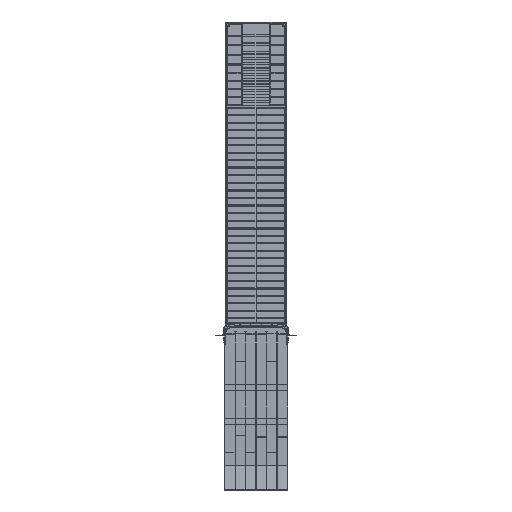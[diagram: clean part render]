
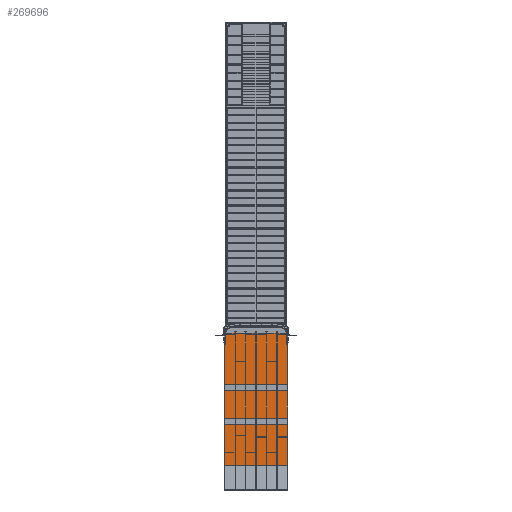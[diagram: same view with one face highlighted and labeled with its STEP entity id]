
A CAD part, front view. The second image highlights one B-rep face of the part: STEP entity #269696.
In plain terms, the highlighted free-form (B-spline) face has degree [1, 1] with [2, 2] control points.
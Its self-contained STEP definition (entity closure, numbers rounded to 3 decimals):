
#269508 = EDGE_CURVE('',#269509,#269511,#269513,.T.);
#269509 = VERTEX_POINT('',#269510);
#269510 = CARTESIAN_POINT('',(-1609.294,-1088.721,
    6962.158));
#269511 = VERTEX_POINT('',#269512);
#269512 = CARTESIAN_POINT('',(-1609.294,-1088.721,
    813.312));
#269513 = B_SPLINE_CURVE_WITH_KNOTS('',1,(#269514,#269515),
  .UNSPECIFIED.,.F.,.F.,(2,2),(-2056.61,2750.),
  .PIECEWISE_BEZIER_KNOTS.);
#269514 = CARTESIAN_POINT('',(-1609.294,-1088.721,
    6962.158));
#269515 = CARTESIAN_POINT('',(-1609.294,-1088.721,
    813.312));
#269629 = VERTEX_POINT('',#269630);
#269630 = CARTESIAN_POINT('',(-1458.982,-1088.721,
    7849.176));
#269635 = EDGE_CURVE('',#269629,#269636,#269638,.T.);
#269636 = VERTEX_POINT('',#269637);
#269637 = CARTESIAN_POINT('',(1457.703,-1088.721,
    7849.176));
#269638 = B_SPLINE_CURVE_WITH_KNOTS('',1,(#269639,#269640),
  .UNSPECIFIED.,.F.,.F.,(2,2),(-1140.,1140.),
  .PIECEWISE_BEZIER_KNOTS.);
#269639 = CARTESIAN_POINT('',(-1458.982,-1088.721,
    7849.176));
#269640 = CARTESIAN_POINT('',(1457.703,-1088.721,
    7849.176));
#269657 = VERTEX_POINT('',#269658);
#269658 = CARTESIAN_POINT('',(1608.015,-1088.721,
    6962.158));
#269663 = EDGE_CURVE('',#269657,#269664,#269666,.T.);
#269664 = VERTEX_POINT('',#269665);
#269665 = CARTESIAN_POINT('',(1608.015,-1088.721,
    813.312));
#269666 = B_SPLINE_CURVE_WITH_KNOTS('',1,(#269667,#269668),
  .UNSPECIFIED.,.F.,.F.,(2,2),(-2056.61,2750.),
  .PIECEWISE_BEZIER_KNOTS.);
#269667 = CARTESIAN_POINT('',(1608.015,-1088.721,
    6962.158));
#269668 = CARTESIAN_POINT('',(1608.015,-1088.721,
    813.312));
#269686 = EDGE_CURVE('',#269511,#269664,#269687,.T.);
#269687 = B_SPLINE_CURVE_WITH_KNOTS('',1,(#269688,#269689),
  .UNSPECIFIED.,.F.,.F.,(2,2),(-1257.5,1257.5),
  .PIECEWISE_BEZIER_KNOTS.);
#269688 = CARTESIAN_POINT('',(-1609.294,-1088.721,
    813.312));
#269689 = CARTESIAN_POINT('',(1608.015,-1088.721,
    813.312));
#269696 = ADVANCED_FACE('',(#269697),#269755,.T.);
#269697 = FACE_BOUND('',#269698,.T.);
#269698 = EDGE_LOOP('',(#269699,#269706,#269707,#269708,#269709,#269716,
    #269723,#269730,#269735,#269736,#269743,#269750));
#269699 = ORIENTED_EDGE('',*,*,#269700,.T.);
#269700 = EDGE_CURVE('',#269701,#269509,#269703,.T.);
#269701 = VERTEX_POINT('',#269702);
#269702 = CARTESIAN_POINT('',(-1559.403,-1088.721,
    6962.158));
#269703 = B_SPLINE_CURVE_WITH_KNOTS('',1,(#269704,#269705),
  .UNSPECIFIED.,.F.,.F.,(2,2),(0.,39.),
  .PIECEWISE_BEZIER_KNOTS.);
#269704 = CARTESIAN_POINT('',(-1559.403,-1088.721,
    6962.158));
#269705 = CARTESIAN_POINT('',(-1609.294,-1088.721,
    6962.158));
#269706 = ORIENTED_EDGE('',*,*,#269508,.T.);
#269707 = ORIENTED_EDGE('',*,*,#269686,.T.);
#269708 = ORIENTED_EDGE('',*,*,#269663,.F.);
#269709 = ORIENTED_EDGE('',*,*,#269710,.T.);
#269710 = EDGE_CURVE('',#269657,#269711,#269713,.T.);
#269711 = VERTEX_POINT('',#269712);
#269712 = CARTESIAN_POINT('',(1559.403,-1088.721,
    6962.158));
#269713 = B_SPLINE_CURVE_WITH_KNOTS('',1,(#269714,#269715),
  .UNSPECIFIED.,.F.,.F.,(2,2),(0.,38.),
  .PIECEWISE_BEZIER_KNOTS.);
#269714 = CARTESIAN_POINT('',(1608.015,-1088.721,
    6962.158));
#269715 = CARTESIAN_POINT('',(1559.403,-1088.721,
    6962.158));
#269716 = ORIENTED_EDGE('',*,*,#269717,.F.);
#269717 = EDGE_CURVE('',#269718,#269711,#269720,.T.);
#269718 = VERTEX_POINT('',#269719);
#269719 = CARTESIAN_POINT('',(1559.403,-1088.721,
    7753.233));
#269720 = B_SPLINE_CURVE_WITH_KNOTS('',1,(#269721,#269722),
  .UNSPECIFIED.,.F.,.F.,(2,2),(0.,618.39),
  .PIECEWISE_BEZIER_KNOTS.);
#269721 = CARTESIAN_POINT('',(1559.403,-1088.721,
    7753.233));
#269722 = CARTESIAN_POINT('',(1559.403,-1088.721,
    6962.158));
#269723 = ORIENTED_EDGE('',*,*,#269724,.F.);
#269724 = EDGE_CURVE('',#269725,#269718,#269727,.T.);
#269725 = VERTEX_POINT('',#269726);
#269726 = CARTESIAN_POINT('',(1457.703,-1088.721,
    7753.233));
#269727 = B_SPLINE_CURVE_WITH_KNOTS('',1,(#269728,#269729),
  .UNSPECIFIED.,.F.,.F.,(2,2),(0.,79.5),
  .PIECEWISE_BEZIER_KNOTS.);
#269728 = CARTESIAN_POINT('',(1457.703,-1088.721,
    7753.233));
#269729 = CARTESIAN_POINT('',(1559.403,-1088.721,
    7753.233));
#269730 = ORIENTED_EDGE('',*,*,#269731,.F.);
#269731 = EDGE_CURVE('',#269636,#269725,#269732,.T.);
#269732 = B_SPLINE_CURVE_WITH_KNOTS('',1,(#269733,#269734),
  .UNSPECIFIED.,.F.,.F.,(2,2),(-75.,-0.),.PIECEWISE_BEZIER_KNOTS.);
#269733 = CARTESIAN_POINT('',(1457.703,-1088.721,
    7849.176));
#269734 = CARTESIAN_POINT('',(1457.703,-1088.721,
    7753.233));
#269735 = ORIENTED_EDGE('',*,*,#269635,.F.);
#269736 = ORIENTED_EDGE('',*,*,#269737,.F.);
#269737 = EDGE_CURVE('',#269738,#269629,#269740,.T.);
#269738 = VERTEX_POINT('',#269739);
#269739 = CARTESIAN_POINT('',(-1458.982,-1088.721,
    7753.233));
#269740 = B_SPLINE_CURVE_WITH_KNOTS('',1,(#269741,#269742),
  .UNSPECIFIED.,.F.,.F.,(2,2),(0.,75.),.PIECEWISE_BEZIER_KNOTS.);
#269741 = CARTESIAN_POINT('',(-1458.982,-1088.721,
    7753.233));
#269742 = CARTESIAN_POINT('',(-1458.982,-1088.721,
    7849.176));
#269743 = ORIENTED_EDGE('',*,*,#269744,.F.);
#269744 = EDGE_CURVE('',#269745,#269738,#269747,.T.);
#269745 = VERTEX_POINT('',#269746);
#269746 = CARTESIAN_POINT('',(-1559.403,-1088.721,
    7753.233));
#269747 = B_SPLINE_CURVE_WITH_KNOTS('',1,(#269748,#269749),
  .UNSPECIFIED.,.F.,.F.,(2,2),(39.,117.5),
  .PIECEWISE_BEZIER_KNOTS.);
#269748 = CARTESIAN_POINT('',(-1559.403,-1088.721,
    7753.233));
#269749 = CARTESIAN_POINT('',(-1458.982,-1088.721,
    7753.233));
#269750 = ORIENTED_EDGE('',*,*,#269751,.T.);
#269751 = EDGE_CURVE('',#269745,#269701,#269752,.T.);
#269752 = B_SPLINE_CURVE_WITH_KNOTS('',1,(#269753,#269754),
  .UNSPECIFIED.,.F.,.F.,(2,2),(0.,618.39),
  .PIECEWISE_BEZIER_KNOTS.);
#269753 = CARTESIAN_POINT('',(-1559.403,-1088.721,
    7753.233));
#269754 = CARTESIAN_POINT('',(-1559.403,-1088.721,
    6962.158));
#269755 = B_SPLINE_SURFACE_WITH_KNOTS('',1,1,(
    (#269756,#269757)
    ,(#269758,#269759
    )),.UNSPECIFIED.,.F.,.F.,.F.,(2,2),(2,2),(-1257.5,1257.5),(
    -2750.,2750.),.PIECEWISE_BEZIER_KNOTS.);
#269756 = CARTESIAN_POINT('',(-1609.294,-1088.721,
    813.312));
#269757 = CARTESIAN_POINT('',(-1609.294,-1088.721,
    7849.176));
#269758 = CARTESIAN_POINT('',(1608.015,-1088.721,
    813.312));
#269759 = CARTESIAN_POINT('',(1608.015,-1088.721,
    7849.176));
